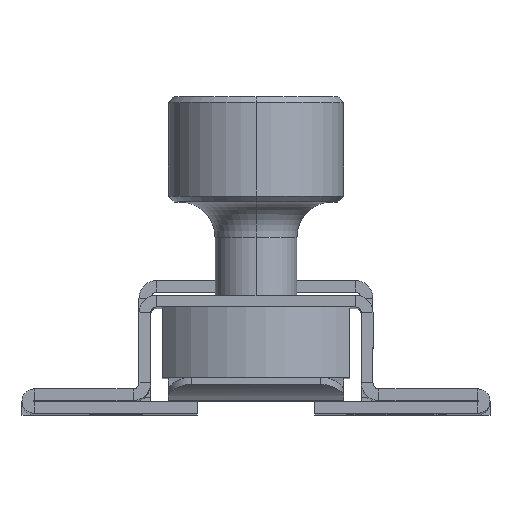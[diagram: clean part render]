
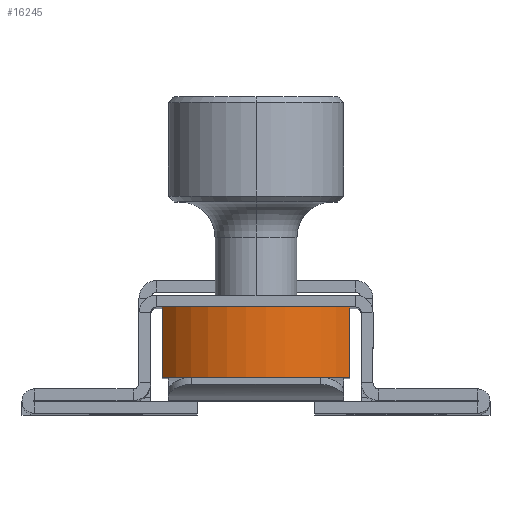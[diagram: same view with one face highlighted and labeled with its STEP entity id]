
A CAD part, top view. The second image highlights one B-rep face of the part: STEP entity #16245.
In plain terms, the highlighted cylindrical face has radius 10 mm (diameter 20 mm), a partial arc.
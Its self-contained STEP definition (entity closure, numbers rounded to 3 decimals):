
#285 = VECTOR ( 'NONE', #4151, 1000. ) ;
#286 = AXIS2_PLACEMENT_3D ( 'NONE', #8409, #11014, #1020 ) ;
#298 = CIRCLE ( 'NONE', #286, 10. ) ;
#1020 = DIRECTION ( 'NONE',  ( 0., 0., 1. ) ) ;
#1447 = CARTESIAN_POINT ( 'NONE',  ( 8., 6., 36. ) ) ;
#1815 = DIRECTION ( 'NONE',  ( 0., -1., 0. ) ) ;
#2636 = CIRCLE ( 'NONE', #8851, 10. ) ;
#2901 = VERTEX_POINT ( 'NONE', #9727 ) ;
#3679 = CARTESIAN_POINT ( 'NONE',  ( -8., 6., 36. ) ) ;
#4151 = DIRECTION ( 'NONE',  ( 0., -1., 0. ) ) ;
#4324 = AXIS2_PLACEMENT_3D ( 'NONE', #7562, #8998, #8828 ) ;
#4486 = VERTEX_POINT ( 'NONE', #14378 ) ;
#4577 = FACE_OUTER_BOUND ( 'NONE', #6996, .T. ) ;
#6018 = EDGE_CURVE ( 'NONE', #11596, #11252, #298, .T. ) ;
#6122 = ORIENTED_EDGE ( 'NONE', *, *, #15444, .T. ) ;
#6686 = CARTESIAN_POINT ( 'NONE',  ( -8., 6., 36. ) ) ;
#6996 = EDGE_LOOP ( 'NONE', ( #6122, #12241, #15350, #8515 ) ) ;
#7562 = CARTESIAN_POINT ( 'NONE',  ( 0., 6., 30. ) ) ;
#8312 = CYLINDRICAL_SURFACE ( 'NONE', #4324, 10. ) ;
#8409 = CARTESIAN_POINT ( 'NONE',  ( 0., 6., 30. ) ) ;
#8515 = ORIENTED_EDGE ( 'NONE', *, *, #16288, .T. ) ;
#8828 = DIRECTION ( 'NONE',  ( 0., 0., -1. ) ) ;
#8851 = AXIS2_PLACEMENT_3D ( 'NONE', #10974, #12083, #16058 ) ;
#8998 = DIRECTION ( 'NONE',  ( 0., -1., 0. ) ) ;
#9727 = CARTESIAN_POINT ( 'NONE',  ( 8., 0., 36. ) ) ;
#9900 = CARTESIAN_POINT ( 'NONE',  ( 8., 6., 36. ) ) ;
#9924 = EDGE_CURVE ( 'NONE', #11252, #2901, #12438, .T. ) ;
#10974 = CARTESIAN_POINT ( 'NONE',  ( 0., 0., 30. ) ) ;
#11014 = DIRECTION ( 'NONE',  ( 0., 1., 0. ) ) ;
#11252 = VERTEX_POINT ( 'NONE', #9900 ) ;
#11596 = VERTEX_POINT ( 'NONE', #3679 ) ;
#12083 = DIRECTION ( 'NONE',  ( 0., 1., 0. ) ) ;
#12241 = ORIENTED_EDGE ( 'NONE', *, *, #9924, .F. ) ;
#12438 = LINE ( 'NONE', #1447, #14835 ) ;
#13660 = LINE ( 'NONE', #6686, #285 ) ;
#14378 = CARTESIAN_POINT ( 'NONE',  ( -8., 0., 36. ) ) ;
#14835 = VECTOR ( 'NONE', #1815, 1000. ) ;
#15350 = ORIENTED_EDGE ( 'NONE', *, *, #6018, .F. ) ;
#15444 = EDGE_CURVE ( 'NONE', #4486, #2901, #2636, .T. ) ;
#16058 = DIRECTION ( 'NONE',  ( 0., 0., 1. ) ) ;
#16245 = ADVANCED_FACE ( 'NONE', ( #4577 ), #8312, .T. ) ;
#16288 = EDGE_CURVE ( 'NONE', #11596, #4486, #13660, .T. ) ;
